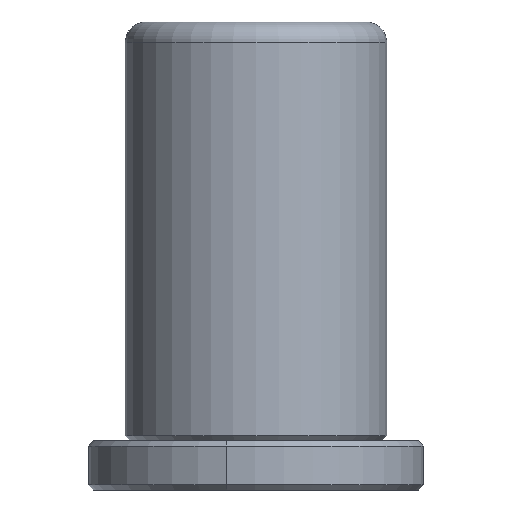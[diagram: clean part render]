
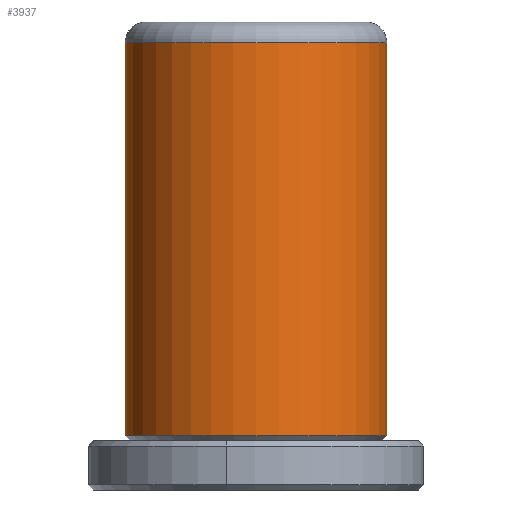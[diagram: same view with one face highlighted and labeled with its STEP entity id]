
A CAD part, front view. The second image highlights one B-rep face of the part: STEP entity #3937.
In plain terms, the highlighted cylindrical face has radius 12.5 mm (diameter 25 mm), a partial arc.
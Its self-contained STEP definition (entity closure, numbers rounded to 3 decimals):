
#74 = AXIS2_PLACEMENT_3D ( 'NONE', #9656, #4804, #3229 ) ;
#367 = LINE ( 'NONE', #4391, #3851 ) ;
#528 = CARTESIAN_POINT ( 'NONE',  ( -13.446, 5.261, 20. ) ) ;
#703 = ORIENTED_EDGE ( 'NONE', *, *, #8005, .T. ) ;
#787 = CIRCLE ( 'NONE', #1659, 12.5 ) ;
#898 = DIRECTION ( 'NONE',  ( 1., 0., 0. ) ) ;
#928 = ORIENTED_EDGE ( 'NONE', *, *, #4775, .T. ) ;
#1144 = CARTESIAN_POINT ( 'NONE',  ( 11.554, 5.261, -19.5 ) ) ;
#1240 = ORIENTED_EDGE ( 'NONE', *, *, #1946, .T. ) ;
#1659 = AXIS2_PLACEMENT_3D ( 'NONE', #8661, #4773, #7211 ) ;
#1790 = EDGE_CURVE ( 'NONE', #7663, #8437, #367, .T. ) ;
#1879 = DIRECTION ( 'NONE',  ( 0., 0., -1. ) ) ;
#1946 = EDGE_CURVE ( 'NONE', #5566, #7520, #4641, .T. ) ;
#2189 = CIRCLE ( 'NONE', #7558, 12.5 ) ;
#3021 = FACE_OUTER_BOUND ( 'NONE', #8036, .T. ) ;
#3229 = DIRECTION ( 'NONE',  ( -1., 0., 0. ) ) ;
#3334 = DIRECTION ( 'NONE',  ( 0., 0., 1. ) ) ;
#3840 = DIRECTION ( 'NONE',  ( 0., 0., -1. ) ) ;
#3851 = VECTOR ( 'NONE', #1879, 1000. ) ;
#3937 = ADVANCED_FACE ( 'NONE', ( #3021 ), #9607, .T. ) ;
#4391 = CARTESIAN_POINT ( 'NONE',  ( 11.554, 5.261, 20. ) ) ;
#4641 = LINE ( 'NONE', #528, #6950 ) ;
#4773 = DIRECTION ( 'NONE',  ( 0., 0., -1. ) ) ;
#4775 = EDGE_CURVE ( 'NONE', #7663, #5566, #787, .T. ) ;
#4804 = DIRECTION ( 'NONE',  ( 0., 0., -1. ) ) ;
#5566 = VERTEX_POINT ( 'NONE', #10582 ) ;
#6845 = CARTESIAN_POINT ( 'NONE',  ( -0.946, 5.261, -19.5 ) ) ;
#6950 = VECTOR ( 'NONE', #3840, 1000. ) ;
#7211 = DIRECTION ( 'NONE',  ( 1., 0., 0. ) ) ;
#7520 = VERTEX_POINT ( 'NONE', #7893 ) ;
#7558 = AXIS2_PLACEMENT_3D ( 'NONE', #6845, #3334, #898 ) ;
#7663 = VERTEX_POINT ( 'NONE', #9720 ) ;
#7893 = CARTESIAN_POINT ( 'NONE',  ( -13.446, 5.261, -19.5 ) ) ;
#8005 = EDGE_CURVE ( 'NONE', #7520, #8437, #2189, .T. ) ;
#8036 = EDGE_LOOP ( 'NONE', ( #9770, #928, #1240, #703 ) ) ;
#8437 = VERTEX_POINT ( 'NONE', #1144 ) ;
#8661 = CARTESIAN_POINT ( 'NONE',  ( -0.946, 5.261, 18. ) ) ;
#9607 = CYLINDRICAL_SURFACE ( 'NONE', #74, 12.5 ) ;
#9656 = CARTESIAN_POINT ( 'NONE',  ( -0.946, 5.261, 20. ) ) ;
#9720 = CARTESIAN_POINT ( 'NONE',  ( 11.554, 5.261, 18. ) ) ;
#9770 = ORIENTED_EDGE ( 'NONE', *, *, #1790, .F. ) ;
#10582 = CARTESIAN_POINT ( 'NONE',  ( -13.446, 5.261, 18. ) ) ;
